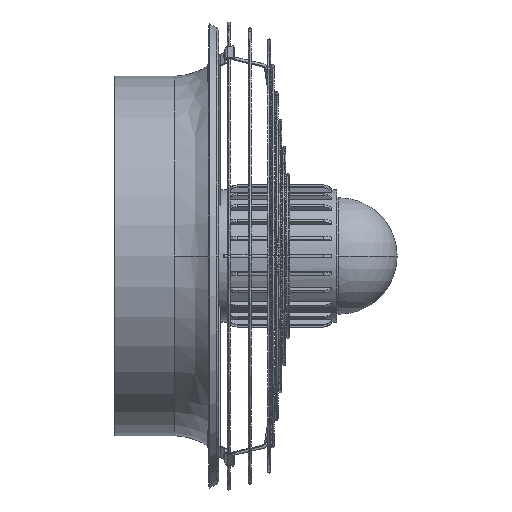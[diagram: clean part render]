
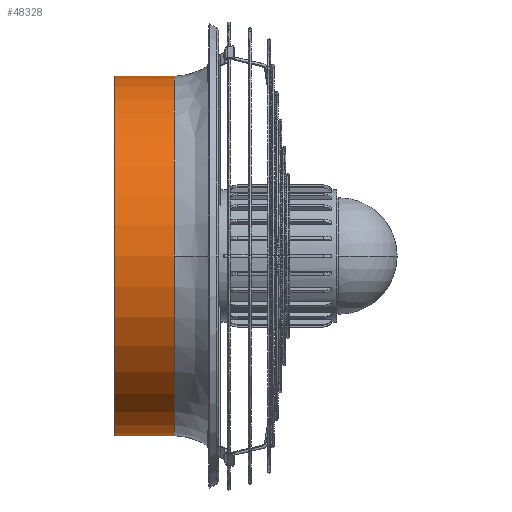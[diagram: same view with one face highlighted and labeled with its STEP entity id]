
A CAD part, front view. The second image highlights one B-rep face of the part: STEP entity #48328.
In plain terms, the highlighted cylindrical face has radius 182 mm (diameter 364 mm), a partial arc.
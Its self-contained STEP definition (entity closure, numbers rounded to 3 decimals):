
#892 = DIRECTION ( 'NONE',  ( -1., 0., 0. ) ) ;
#1099 = ORIENTED_EDGE ( 'NONE', *, *, #18489, .T. ) ;
#1528 = DIRECTION ( 'NONE',  ( -1., 0., 0. ) ) ;
#2339 = VECTOR ( 'NONE', #1528, 1000. ) ;
#4537 = FACE_OUTER_BOUND ( 'NONE', #35208, .T. ) ;
#4793 = CARTESIAN_POINT ( 'NONE',  ( 402.604, -499.362, 182. ) ) ;
#5158 = VERTEX_POINT ( 'NONE', #67281 ) ;
#5971 = ORIENTED_EDGE ( 'NONE', *, *, #32952, .T. ) ;
#7493 = AXIS2_PLACEMENT_3D ( 'NONE', #42285, #892, #11313 ) ;
#8322 = DIRECTION ( 'NONE',  ( 0., 0., 1. ) ) ;
#8832 = DIRECTION ( 'NONE',  ( 0., 0., 1. ) ) ;
#10074 = AXIS2_PLACEMENT_3D ( 'NONE', #35102, #35332, #8322 ) ;
#11313 = DIRECTION ( 'NONE',  ( 0., 0., 1. ) ) ;
#13125 = CARTESIAN_POINT ( 'NONE',  ( 462.604, -499.362, 182. ) ) ;
#17526 = DIRECTION ( 'NONE',  ( -1., 0., 0. ) ) ;
#18071 = LINE ( 'NONE', #64780, #2339 ) ;
#18489 = EDGE_CURVE ( 'NONE', #46304, #35950, #18071, .T. ) ;
#20291 = EDGE_CURVE ( 'NONE', #21503, #36749, #32666, .T. ) ;
#21503 = VERTEX_POINT ( 'NONE', #42064 ) ;
#22086 = DIRECTION ( 'NONE',  ( 0., 0., 1. ) ) ;
#22316 = EDGE_CURVE ( 'NONE', #35950, #36749, #59445, .T. ) ;
#24321 = CYLINDRICAL_SURFACE ( 'NONE', #60723, 182. ) ;
#26742 = DIRECTION ( 'NONE',  ( 1., 0., 0. ) ) ;
#28634 = CARTESIAN_POINT ( 'NONE',  ( 432.604, -499.362, -182. ) ) ;
#32666 = LINE ( 'NONE', #28634, #33465 ) ;
#32952 = EDGE_CURVE ( 'NONE', #21503, #5158, #37533, .T. ) ;
#33465 = VECTOR ( 'NONE', #17526, 1000. ) ;
#35102 = CARTESIAN_POINT ( 'NONE',  ( 462.604, -499.362, 0. ) ) ;
#35208 = EDGE_LOOP ( 'NONE', ( #48811, #5971, #48524, #1099, #63883 ) ) ;
#35332 = DIRECTION ( 'NONE',  ( -1., 0., 0. ) ) ;
#35950 = VERTEX_POINT ( 'NONE', #4793 ) ;
#36749 = VERTEX_POINT ( 'NONE', #65405 ) ;
#37533 = CIRCLE ( 'NONE', #10074, 182. ) ;
#42064 = CARTESIAN_POINT ( 'NONE',  ( 462.604, -499.362, -182. ) ) ;
#42221 = CARTESIAN_POINT ( 'NONE',  ( 402.604, -499.362, 0. ) ) ;
#42285 = CARTESIAN_POINT ( 'NONE',  ( 462.604, -499.362, 0. ) ) ;
#46304 = VERTEX_POINT ( 'NONE', #13125 ) ;
#48328 = ADVANCED_FACE ( 'NONE', ( #4537 ), #24321, .T. ) ;
#48524 = ORIENTED_EDGE ( 'NONE', *, *, #62100, .T. ) ;
#48811 = ORIENTED_EDGE ( 'NONE', *, *, #20291, .F. ) ;
#54207 = CIRCLE ( 'NONE', #7493, 182. ) ;
#59445 = CIRCLE ( 'NONE', #61311, 182. ) ;
#59837 = CARTESIAN_POINT ( 'NONE',  ( 432.604, -499.362, 0. ) ) ;
#60723 = AXIS2_PLACEMENT_3D ( 'NONE', #59837, #67203, #8832 ) ;
#61311 = AXIS2_PLACEMENT_3D ( 'NONE', #42221, #26742, #22086 ) ;
#62100 = EDGE_CURVE ( 'NONE', #5158, #46304, #54207, .T. ) ;
#63883 = ORIENTED_EDGE ( 'NONE', *, *, #22316, .T. ) ;
#64780 = CARTESIAN_POINT ( 'NONE',  ( 432.604, -499.362, 182. ) ) ;
#65405 = CARTESIAN_POINT ( 'NONE',  ( 402.604, -499.362, -182. ) ) ;
#67203 = DIRECTION ( 'NONE',  ( -1., 0., 0. ) ) ;
#67281 = CARTESIAN_POINT ( 'NONE',  ( 462.604, -681.362, 0. ) ) ;
